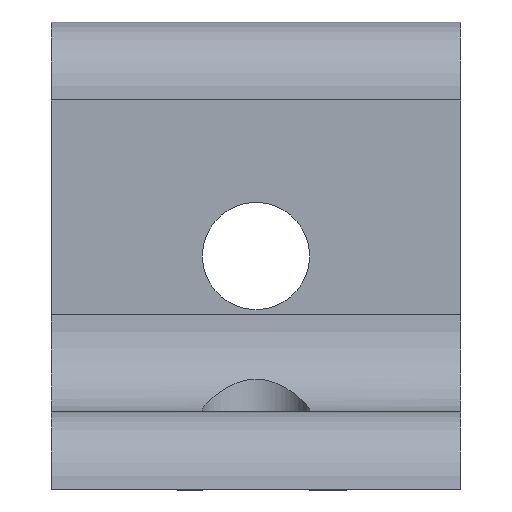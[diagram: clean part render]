
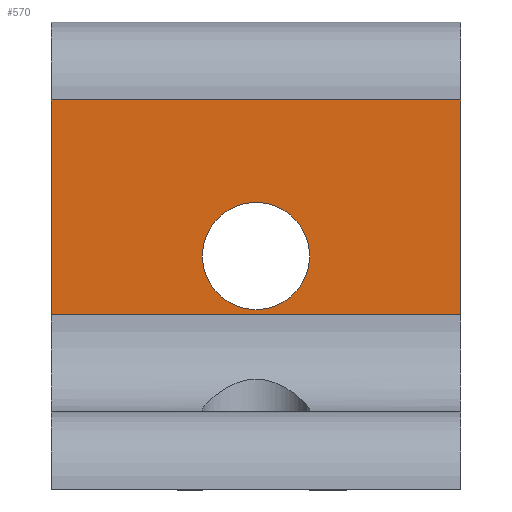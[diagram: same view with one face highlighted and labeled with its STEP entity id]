
A CAD part, front view. The second image highlights one B-rep face of the part: STEP entity #570.
In plain terms, the highlighted planar face has unit normal (0, -1, 0).
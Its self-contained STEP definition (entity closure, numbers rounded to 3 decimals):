
#132=CARTESIAN_POINT('',(0.,-0.25,0.578));
#133=VERTEX_POINT('',#132);
#149=CARTESIAN_POINT('',(0.,-0.25,0.922));
#150=VERTEX_POINT('',#149);
#157=CARTESIAN_POINT('',(0.,-0.25,0.75));
#158=DIRECTION('',(0.0,1.0,0.0));
#159=DIRECTION('',(0.0,0.0,-1.0));
#160=AXIS2_PLACEMENT_3D('',#157,#158,#159);
#161=CIRCLE('',#160,0.172);
#162=EDGE_CURVE('',#133,#150,#161,.T.);
#404=CARTESIAN_POINT('',(0.,-0.25,0.75));
#405=DIRECTION('',(0.0,1.0,0.0));
#406=DIRECTION('',(0.0,0.0,-1.0));
#407=AXIS2_PLACEMENT_3D('',#404,#405,#406);
#408=CIRCLE('',#407,0.172);
#409=EDGE_CURVE('',#150,#133,#408,.T.);
#508=CARTESIAN_POINT('',(-0.656,-0.25,1.25));
#509=VERTEX_POINT('',#508);
#517=CARTESIAN_POINT('',(0.656,-0.25,1.25));
#518=VERTEX_POINT('',#517);
#519=CARTESIAN_POINT('',(0.656,-0.25,1.25));
#520=DIRECTION('',(-1.0,0.0,0.0));
#521=VECTOR('',#520,1.313);
#522=LINE('',#519,#521);
#523=EDGE_CURVE('',#518,#509,#522,.T.);
#536=CARTESIAN_POINT('',(0.656,-0.25,1.25));
#537=DIRECTION('',(0.0,-1.0,0.0));
#538=DIRECTION('',(0.0,0.0,-1.0));
#539=AXIS2_PLACEMENT_3D('',#536,#537,#538);
#540=PLANE('',#539);
#541=CARTESIAN_POINT('',(-0.656,-0.25,0.562));
#542=VERTEX_POINT('',#541);
#543=CARTESIAN_POINT('',(-0.656,-0.25,1.25));
#544=DIRECTION('',(0.0,0.0,-1.0));
#545=VECTOR('',#544,0.688);
#546=LINE('',#543,#545);
#547=EDGE_CURVE('',#509,#542,#546,.T.);
#548=ORIENTED_EDGE('',*,*,#547,.T.);
#549=CARTESIAN_POINT('',(0.656,-0.25,0.562));
#550=VERTEX_POINT('',#549);
#551=CARTESIAN_POINT('',(0.656,-0.25,0.562));
#552=DIRECTION('',(-1.0,0.0,0.0));
#553=VECTOR('',#552,1.313);
#554=LINE('',#551,#553);
#555=EDGE_CURVE('',#550,#542,#554,.T.);
#556=ORIENTED_EDGE('',*,*,#555,.F.);
#557=CARTESIAN_POINT('',(0.656,-0.25,0.562));
#558=DIRECTION('',(0.0,0.0,1.0));
#559=VECTOR('',#558,0.688);
#560=LINE('',#557,#559);
#561=EDGE_CURVE('',#550,#518,#560,.T.);
#562=ORIENTED_EDGE('',*,*,#561,.T.);
#563=ORIENTED_EDGE('',*,*,#523,.T.);
#564=EDGE_LOOP('',(#548,#556,#562,#563));
#565=FACE_OUTER_BOUND('',#564,.T.);
#566=ORIENTED_EDGE('',*,*,#409,.T.);
#567=ORIENTED_EDGE('',*,*,#162,.T.);
#568=EDGE_LOOP('',(#566,#567));
#569=FACE_BOUND('',#568,.T.);
#570=ADVANCED_FACE('',(#565,#569),#540,.T.);
